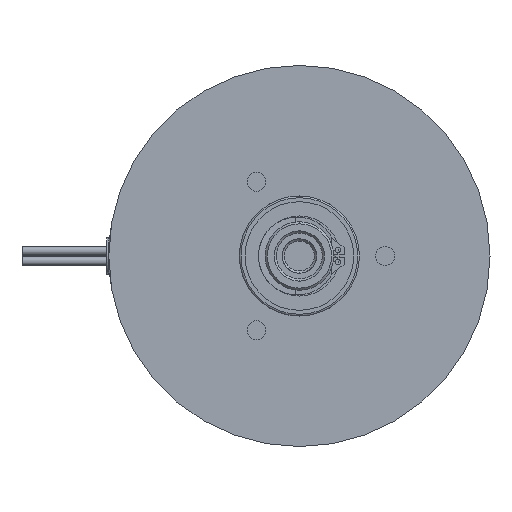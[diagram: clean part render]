
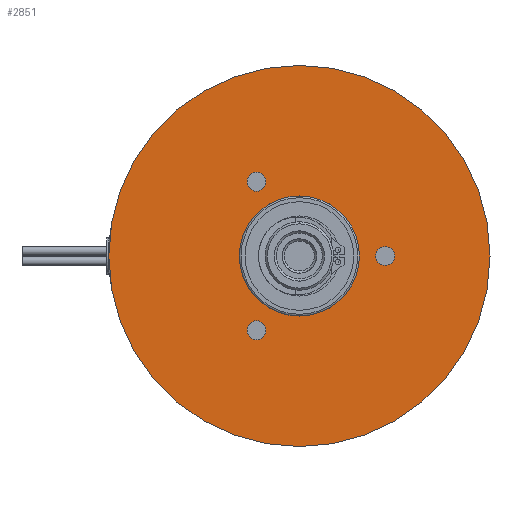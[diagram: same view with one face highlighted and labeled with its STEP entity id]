
A CAD part, left-side view. The second image highlights one B-rep face of the part: STEP entity #2851.
In plain terms, the highlighted planar face has unit normal (-1, 0, 0).
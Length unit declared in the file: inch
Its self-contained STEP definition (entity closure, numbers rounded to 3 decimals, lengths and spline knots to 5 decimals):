
#24 = DIRECTION ( 'NONE',  ( -1., 0., 0. ) ) ;
#44 = AXIS2_PLACEMENT_3D ( 'NONE', #638, #7602, #1655 ) ;
#317 = DIRECTION ( 'NONE',  ( -1., 0., 0. ) ) ;
#338 = VERTEX_POINT ( 'NONE', #10917 ) ;
#366 = CIRCLE ( 'NONE', #1935, 0.41345 ) ;
#390 = CARTESIAN_POINT ( 'NONE',  ( 0., 0., 0. ) ) ;
#467 = ORIENTED_EDGE ( 'NONE', *, *, #7060, .F. ) ;
#524 = DIRECTION ( 'NONE',  ( 0., 0., 1. ) ) ;
#625 = VERTEX_POINT ( 'NONE', #5075 ) ;
#638 = CARTESIAN_POINT ( 'NONE',  ( 0., 0.29525, -0.51139 ) ) ;
#748 = CARTESIAN_POINT ( 'NONE',  ( 0., 0., 0. ) ) ;
#1068 = AXIS2_PLACEMENT_3D ( 'NONE', #6054, #24, #7018 ) ;
#1260 = AXIS2_PLACEMENT_3D ( 'NONE', #748, #7707, #1769 ) ;
#1398 = DIRECTION ( 'NONE',  ( 0., 0., 1. ) ) ;
#1578 = EDGE_LOOP ( 'NONE', ( #467, #10978 ) ) ;
#1655 = DIRECTION ( 'NONE',  ( 0., 0., 1. ) ) ;
#1717 = EDGE_LOOP ( 'NONE', ( #7649, #6011 ) ) ;
#1769 = DIRECTION ( 'NONE',  ( 0., 0., 1. ) ) ;
#1784 = DIRECTION ( 'NONE',  ( -1., 0., 0. ) ) ;
#1867 = CARTESIAN_POINT ( 'NONE',  ( 0., -0.5905, 0. ) ) ;
#1915 = CIRCLE ( 'NONE', #8062, 0.06496 ) ;
#1935 = AXIS2_PLACEMENT_3D ( 'NONE', #9580, #3825, #10531 ) ;
#1959 = CIRCLE ( 'NONE', #7816, 0.06496 ) ;
#2122 = VERTEX_POINT ( 'NONE', #5213 ) ;
#2154 = CARTESIAN_POINT ( 'NONE',  ( 0., 0., 0. ) ) ;
#2192 = FACE_OUTER_BOUND ( 'NONE', #4501, .T. ) ;
#2593 = CIRCLE ( 'NONE', #1068, 0.06496 ) ;
#2729 = CARTESIAN_POINT ( 'NONE',  ( 0., 0.29525, -0.57635 ) ) ;
#2851 = ADVANCED_FACE ( 'NONE', ( #10271, #7488, #4935, #2192, #12504 ), #9919, .F. ) ;
#2889 = DIRECTION ( 'NONE',  ( 0., 0., 1. ) ) ;
#2998 = VERTEX_POINT ( 'NONE', #10775 ) ;
#3048 = CIRCLE ( 'NONE', #1260, 1.3125 ) ;
#3052 = EDGE_CURVE ( 'NONE', #9330, #8588, #6689, .T. ) ;
#3092 = CARTESIAN_POINT ( 'NONE',  ( 0., 0., -1.3125 ) ) ;
#3195 = DIRECTION ( 'NONE',  ( 0., 0., -1. ) ) ;
#3335 = ORIENTED_EDGE ( 'NONE', *, *, #9661, .F. ) ;
#3437 = CARTESIAN_POINT ( 'NONE',  ( 0., 0., -0.41345 ) ) ;
#3696 = DIRECTION ( 'NONE',  ( -1., 0., 0. ) ) ;
#3825 = DIRECTION ( 'NONE',  ( -1., 0., 0. ) ) ;
#3955 = ORIENTED_EDGE ( 'NONE', *, *, #12168, .F. ) ;
#4434 = VERTEX_POINT ( 'NONE', #3437 ) ;
#4501 = EDGE_LOOP ( 'NONE', ( #8738, #10335 ) ) ;
#4935 = FACE_BOUND ( 'NONE', #1578, .T. ) ;
#5037 = EDGE_CURVE ( 'NONE', #4434, #338, #12570, .T. ) ;
#5061 = CARTESIAN_POINT ( 'NONE',  ( 0., -0.5905, -0.06496 ) ) ;
#5075 = CARTESIAN_POINT ( 'NONE',  ( 0., 0.29525, 0.57635 ) ) ;
#5213 = CARTESIAN_POINT ( 'NONE',  ( 0., 0.29525, 0.44643 ) ) ;
#5872 = EDGE_CURVE ( 'NONE', #6090, #11286, #1959, .T. ) ;
#6011 = ORIENTED_EDGE ( 'NONE', *, *, #12265, .F. ) ;
#6054 = CARTESIAN_POINT ( 'NONE',  ( 0., 0.29525, 0.51139 ) ) ;
#6090 = VERTEX_POINT ( 'NONE', #9452 ) ;
#6321 = CARTESIAN_POINT ( 'NONE',  ( 0., 0., 0. ) ) ;
#6380 = AXIS2_PLACEMENT_3D ( 'NONE', #6321, #317, #7293 ) ;
#6518 = DIRECTION ( 'NONE',  ( -1., 0., 0. ) ) ;
#6689 = CIRCLE ( 'NONE', #6380, 1.3125 ) ;
#6782 = AXIS2_PLACEMENT_3D ( 'NONE', #7724, #1784, #8667 ) ;
#6812 = CIRCLE ( 'NONE', #10791, 0.06496 ) ;
#7018 = DIRECTION ( 'NONE',  ( 0., 0., 1. ) ) ;
#7060 = EDGE_CURVE ( 'NONE', #625, #2122, #2593, .T. ) ;
#7293 = DIRECTION ( 'NONE',  ( 0., 0., 1. ) ) ;
#7368 = DIRECTION ( 'NONE',  ( -1., 0., 0. ) ) ;
#7488 = FACE_BOUND ( 'NONE', #1717, .T. ) ;
#7602 = DIRECTION ( 'NONE',  ( -1., 0., 0. ) ) ;
#7649 = ORIENTED_EDGE ( 'NONE', *, *, #5872, .F. ) ;
#7707 = DIRECTION ( 'NONE',  ( -1., 0., 0. ) ) ;
#7724 = CARTESIAN_POINT ( 'NONE',  ( 0., 0.29525, 0.51139 ) ) ;
#7816 = AXIS2_PLACEMENT_3D ( 'NONE', #9464, #3696, #10418 ) ;
#8062 = AXIS2_PLACEMENT_3D ( 'NONE', #1867, #8742, #2889 ) ;
#8315 = EDGE_CURVE ( 'NONE', #8588, #9330, #3048, .T. ) ;
#8316 = EDGE_CURVE ( 'NONE', #338, #4434, #366, .T. ) ;
#8384 = ORIENTED_EDGE ( 'NONE', *, *, #8316, .F. ) ;
#8460 = CIRCLE ( 'NONE', #44, 0.06496 ) ;
#8515 = EDGE_LOOP ( 'NONE', ( #3955, #3335 ) ) ;
#8588 = VERTEX_POINT ( 'NONE', #3092 ) ;
#8667 = DIRECTION ( 'NONE',  ( 0., 0., 1. ) ) ;
#8738 = ORIENTED_EDGE ( 'NONE', *, *, #3052, .T. ) ;
#8742 = DIRECTION ( 'NONE',  ( -1., 0., 0. ) ) ;
#9017 = DIRECTION ( 'NONE',  ( 1., 0., 0. ) ) ;
#9330 = VERTEX_POINT ( 'NONE', #11882 ) ;
#9452 = CARTESIAN_POINT ( 'NONE',  ( 0., 0.29525, -0.44643 ) ) ;
#9464 = CARTESIAN_POINT ( 'NONE',  ( 0., 0.29525, -0.51139 ) ) ;
#9580 = CARTESIAN_POINT ( 'NONE',  ( 0., 0., 0. ) ) ;
#9618 = EDGE_CURVE ( 'NONE', #2122, #625, #9996, .T. ) ;
#9661 = EDGE_CURVE ( 'NONE', #11503, #2998, #1915, .T. ) ;
#9919 = PLANE ( 'NONE',  #11994 ) ;
#9996 = CIRCLE ( 'NONE', #6782, 0.06496 ) ;
#10271 = FACE_BOUND ( 'NONE', #8515, .T. ) ;
#10335 = ORIENTED_EDGE ( 'NONE', *, *, #8315, .T. ) ;
#10418 = DIRECTION ( 'NONE',  ( 0., 0., 1. ) ) ;
#10531 = DIRECTION ( 'NONE',  ( 0., 0., 1. ) ) ;
#10775 = CARTESIAN_POINT ( 'NONE',  ( 0., -0.5905, 0.06496 ) ) ;
#10791 = AXIS2_PLACEMENT_3D ( 'NONE', #12176, #6518, #524 ) ;
#10894 = ORIENTED_EDGE ( 'NONE', *, *, #5037, .F. ) ;
#10917 = CARTESIAN_POINT ( 'NONE',  ( 0., 0., 0.41345 ) ) ;
#10978 = ORIENTED_EDGE ( 'NONE', *, *, #9618, .F. ) ;
#11031 = EDGE_LOOP ( 'NONE', ( #8384, #10894 ) ) ;
#11286 = VERTEX_POINT ( 'NONE', #2729 ) ;
#11432 = AXIS2_PLACEMENT_3D ( 'NONE', #390, #7368, #1398 ) ;
#11503 = VERTEX_POINT ( 'NONE', #5061 ) ;
#11882 = CARTESIAN_POINT ( 'NONE',  ( 0., 0., 1.3125 ) ) ;
#11994 = AXIS2_PLACEMENT_3D ( 'NONE', #2154, #9017, #3195 ) ;
#12168 = EDGE_CURVE ( 'NONE', #2998, #11503, #6812, .T. ) ;
#12176 = CARTESIAN_POINT ( 'NONE',  ( 0., -0.5905, 0. ) ) ;
#12265 = EDGE_CURVE ( 'NONE', #11286, #6090, #8460, .T. ) ;
#12504 = FACE_BOUND ( 'NONE', #11031, .T. ) ;
#12570 = CIRCLE ( 'NONE', #11432, 0.41345 ) ;
